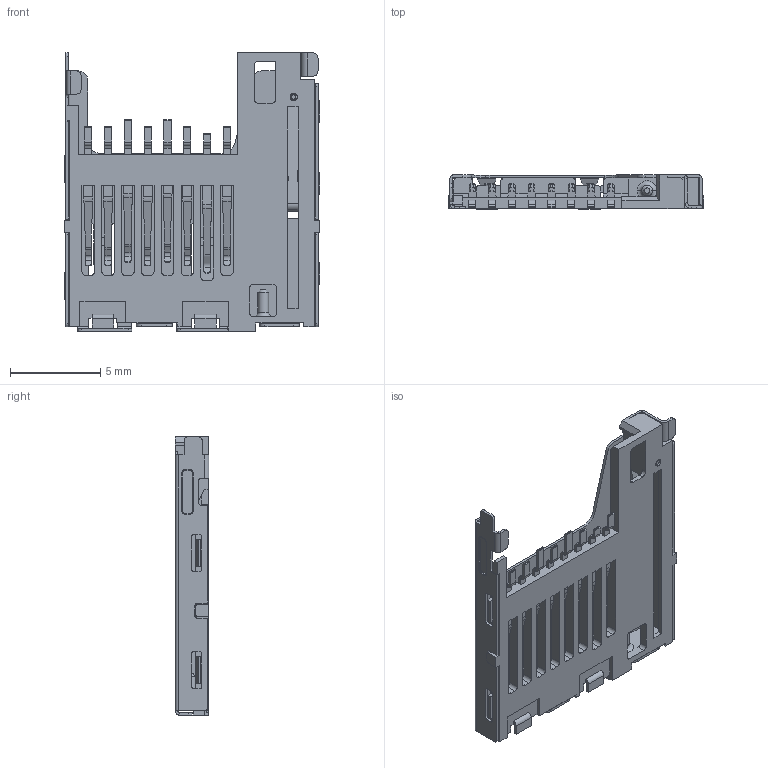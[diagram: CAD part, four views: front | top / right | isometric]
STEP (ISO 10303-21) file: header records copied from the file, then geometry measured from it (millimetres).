
FILE_DESCRIPTION (( 'STEP AP214' ), '1' );
FILE_NAME ('MEM2061-01-188-00-A.STEP', '2023-03-29T13:40:28', ( '' ), ( '' ), 'SwSTEP 2.0', 'SolidWorks 2017', '' );
FILE_SCHEMA (( 'AUTOMOTIVE_DESIGN' ));
Length unit declared in the file: millimetre
Products named in the file (1): MEM2061-01-188-00-A
Bounding box: 14.2 x 1.88 x 15.45 mm (x, y, z)
Volume: 106.9 mm3; surface area: 908.8 mm2
Topology: 22 solids, 22 shells, 1137 faces, 2904 edges, 1782 vertices
Faces by surface type: plane 677, cylinder 366, bspline 64, torus 26, cone 4
Entity records: 35242 total; most frequent: CARTESIAN_POINT 8156, ORIENTED_EDGE 5744, DIRECTION 5349, EDGE_CURVE 2872, VECTOR 1941, LINE 1941, VERTEX_POINT 1782, AXIS2_PLACEMENT_3D 1704
